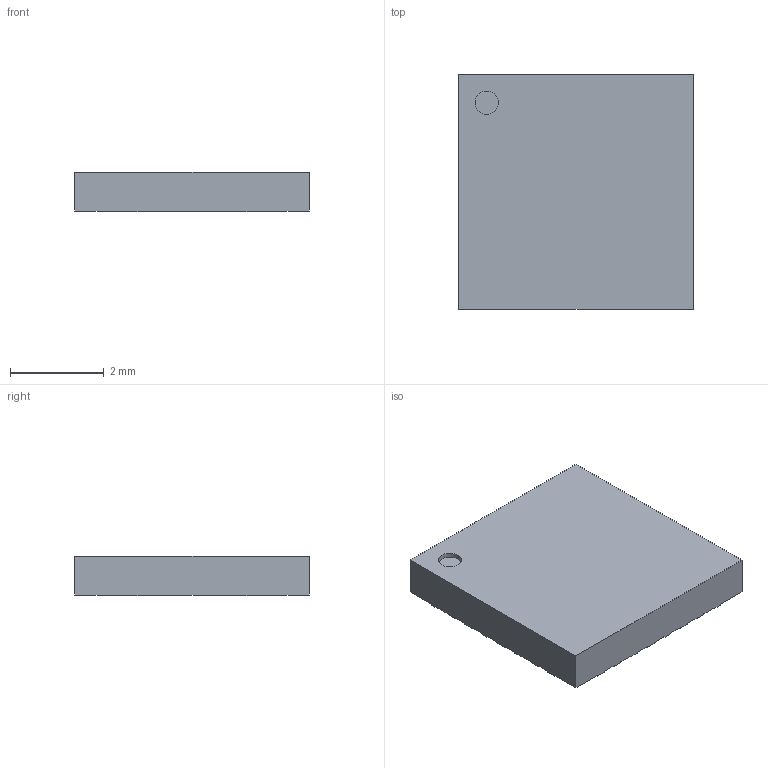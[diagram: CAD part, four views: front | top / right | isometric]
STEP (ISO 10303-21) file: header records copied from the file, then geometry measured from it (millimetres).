
FILE_DESCRIPTION (( 'STEP AP214' ), '1' );
FILE_NAME ('41FC66D0-1228-4A47-8EE3-B8106E78EA90.STEP', '2022-08-06T09:28:15', ( '' ), ( '' ), 'SwSTEP 2.0', 'SolidWorks 2022', '' );
FILE_SCHEMA (( 'AUTOMOTIVE_DESIGN' ));
Length unit declared in the file: millimetre
Products named in the file (1): 41FC66D0-1228-4A47-8EE3-B8106E78EA90
Bounding box: 5 x 5 x 0.85 mm (x, y, z)
Volume: 20.8 mm3; surface area: 67.5 mm2
Topology: 1 solids, 1 shells, 145 faces, 426 edges, 284 vertices
Faces by surface type: plane 103, cylinder 42
Entity records: 6345 total; most frequent: CARTESIAN_POINT 856, ORIENTED_EDGE 852, DIRECTION 802, EDGE_CURVE 426, LINE 342, VECTOR 342, VERTEX_POINT 284, AXIS2_PLACEMENT_3D 230
